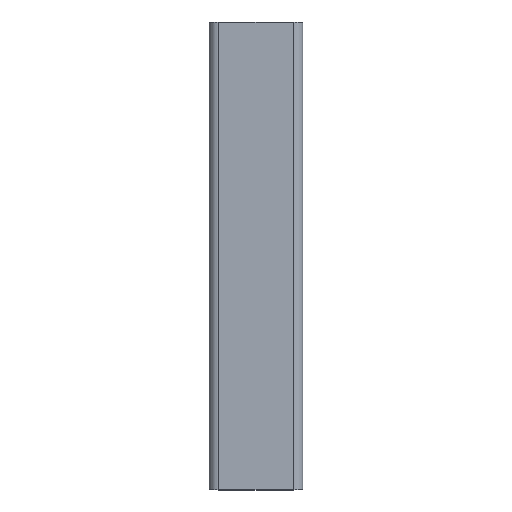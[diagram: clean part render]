
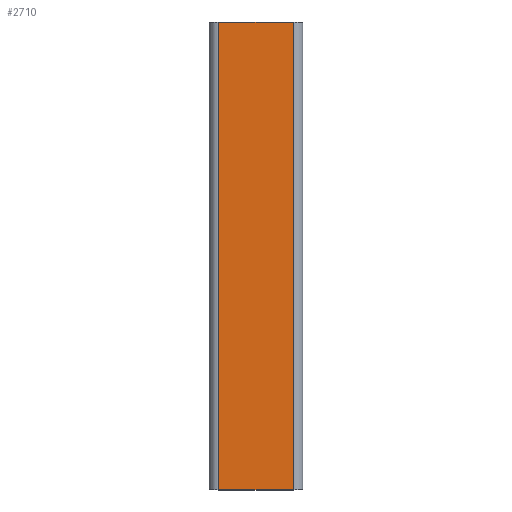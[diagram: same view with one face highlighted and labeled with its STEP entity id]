
A CAD part, top view. The second image highlights one B-rep face of the part: STEP entity #2710.
In plain terms, the highlighted planar face has unit normal (0, 0, 1).
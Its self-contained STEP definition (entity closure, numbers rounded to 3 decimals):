
#57 = CARTESIAN_POINT ( 'NONE',  ( 16., 0., 20. ) ) ;
#141 = LINE ( 'NONE', #2532, #3424 ) ;
#149 = PLANE ( 'NONE',  #869 ) ;
#401 = VERTEX_POINT ( 'NONE', #848 ) ;
#573 = CARTESIAN_POINT ( 'NONE',  ( -16., 0., 20. ) ) ;
#848 = CARTESIAN_POINT ( 'NONE',  ( 16., 200., 20. ) ) ;
#869 = AXIS2_PLACEMENT_3D ( 'NONE', #3545, #1084, #1769 ) ;
#1084 = DIRECTION ( 'NONE',  ( 0., 0., 1. ) ) ;
#1099 = ORIENTED_EDGE ( 'NONE', *, *, #3236, .T. ) ;
#1149 = VECTOR ( 'NONE', #3478, 1000. ) ;
#1447 = ORIENTED_EDGE ( 'NONE', *, *, #1937, .F. ) ;
#1500 = CARTESIAN_POINT ( 'NONE',  ( -16., 0., 20. ) ) ;
#1624 = EDGE_LOOP ( 'NONE', ( #4338, #1751, #1447, #1099 ) ) ;
#1690 = VECTOR ( 'NONE', #3650, 1000. ) ;
#1692 = CARTESIAN_POINT ( 'NONE',  ( 0., 200., 20. ) ) ;
#1720 = DIRECTION ( 'NONE',  ( 1., 0., 0. ) ) ;
#1729 = VERTEX_POINT ( 'NONE', #4271 ) ;
#1748 = LINE ( 'NONE', #1692, #3817 ) ;
#1751 = ORIENTED_EDGE ( 'NONE', *, *, #2071, .T. ) ;
#1769 = DIRECTION ( 'NONE',  ( 1., 0., 0. ) ) ;
#1937 = EDGE_CURVE ( 'NONE', #1729, #401, #1748, .T. ) ;
#1951 = FACE_OUTER_BOUND ( 'NONE', #1624, .T. ) ;
#2071 = EDGE_CURVE ( 'NONE', #3823, #401, #3980, .T. ) ;
#2177 = VERTEX_POINT ( 'NONE', #1500 ) ;
#2245 = DIRECTION ( 'NONE',  ( 0., -1., 0. ) ) ;
#2479 = CARTESIAN_POINT ( 'NONE',  ( 16., 0., 20. ) ) ;
#2532 = CARTESIAN_POINT ( 'NONE',  ( -16., 0., 20. ) ) ;
#2710 = ADVANCED_FACE ( 'NONE', ( #1951 ), #149, .T. ) ;
#2797 = EDGE_CURVE ( 'NONE', #2177, #3823, #3968, .T. ) ;
#3236 = EDGE_CURVE ( 'NONE', #1729, #2177, #141, .T. ) ;
#3424 = VECTOR ( 'NONE', #2245, 1000. ) ;
#3478 = DIRECTION ( 'NONE',  ( 0., 1., 0. ) ) ;
#3545 = CARTESIAN_POINT ( 'NONE',  ( -16., 0., 20. ) ) ;
#3650 = DIRECTION ( 'NONE',  ( 1., 0., 0. ) ) ;
#3817 = VECTOR ( 'NONE', #1720, 1000. ) ;
#3823 = VERTEX_POINT ( 'NONE', #2479 ) ;
#3968 = LINE ( 'NONE', #573, #1690 ) ;
#3980 = LINE ( 'NONE', #57, #1149 ) ;
#4271 = CARTESIAN_POINT ( 'NONE',  ( -16., 200., 20. ) ) ;
#4338 = ORIENTED_EDGE ( 'NONE', *, *, #2797, .T. ) ;
